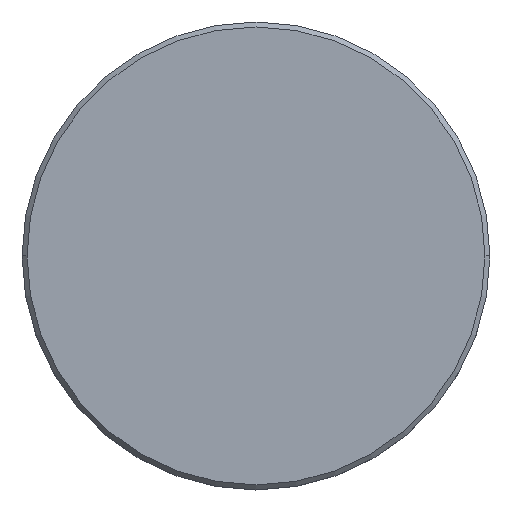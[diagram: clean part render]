
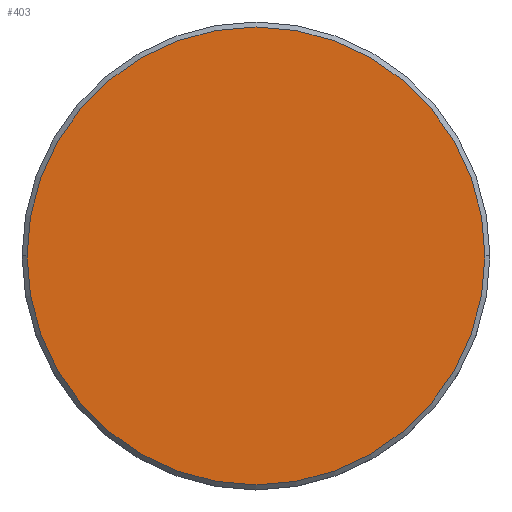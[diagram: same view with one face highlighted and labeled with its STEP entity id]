
A CAD part, top view. The second image highlights one B-rep face of the part: STEP entity #403.
In plain terms, the highlighted planar face has unit normal (0, 0, 1).
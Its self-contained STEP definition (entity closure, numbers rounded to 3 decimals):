
#6 = VERTEX_POINT ( 'NONE', #535 ) ;
#14 = DIRECTION ( 'NONE',  ( 1., 0., 0. ) ) ;
#47 = EDGE_CURVE ( 'NONE', #868, #6, #275, .T. ) ;
#129 = DIRECTION ( 'NONE',  ( 1., 0., 0. ) ) ;
#275 = CIRCLE ( 'NONE', #1119, 23. ) ;
#304 = FACE_OUTER_BOUND ( 'NONE', #918, .T. ) ;
#403 = ADVANCED_FACE ( 'NONE', ( #304 ), #753, .T. ) ;
#464 = CARTESIAN_POINT ( 'NONE',  ( 23., 0., 0. ) ) ;
#470 = EDGE_CURVE ( 'NONE', #6, #868, #983, .T. ) ;
#472 = DIRECTION ( 'NONE',  ( 0., 0., 1. ) ) ;
#530 = ORIENTED_EDGE ( 'NONE', *, *, #470, .T. ) ;
#535 = CARTESIAN_POINT ( 'NONE',  ( -23., 0., 0. ) ) ;
#584 = DIRECTION ( 'NONE',  ( 0., 0., 1. ) ) ;
#620 = ORIENTED_EDGE ( 'NONE', *, *, #47, .T. ) ;
#753 = PLANE ( 'NONE',  #838 ) ;
#838 = AXIS2_PLACEMENT_3D ( 'NONE', #1115, #472, #129 ) ;
#868 = VERTEX_POINT ( 'NONE', #464 ) ;
#918 = EDGE_LOOP ( 'NONE', ( #530, #620 ) ) ;
#928 = AXIS2_PLACEMENT_3D ( 'NONE', #934, #584, #1058 ) ;
#934 = CARTESIAN_POINT ( 'NONE',  ( 0., 0., 0. ) ) ;
#983 = CIRCLE ( 'NONE', #928, 23. ) ;
#1013 = DIRECTION ( 'NONE',  ( 0., 0., 1. ) ) ;
#1026 = CARTESIAN_POINT ( 'NONE',  ( 0., 0., 0. ) ) ;
#1058 = DIRECTION ( 'NONE',  ( 1., 0., 0. ) ) ;
#1115 = CARTESIAN_POINT ( 'NONE',  ( 0., 0., 0. ) ) ;
#1119 = AXIS2_PLACEMENT_3D ( 'NONE', #1026, #1013, #14 ) ;
